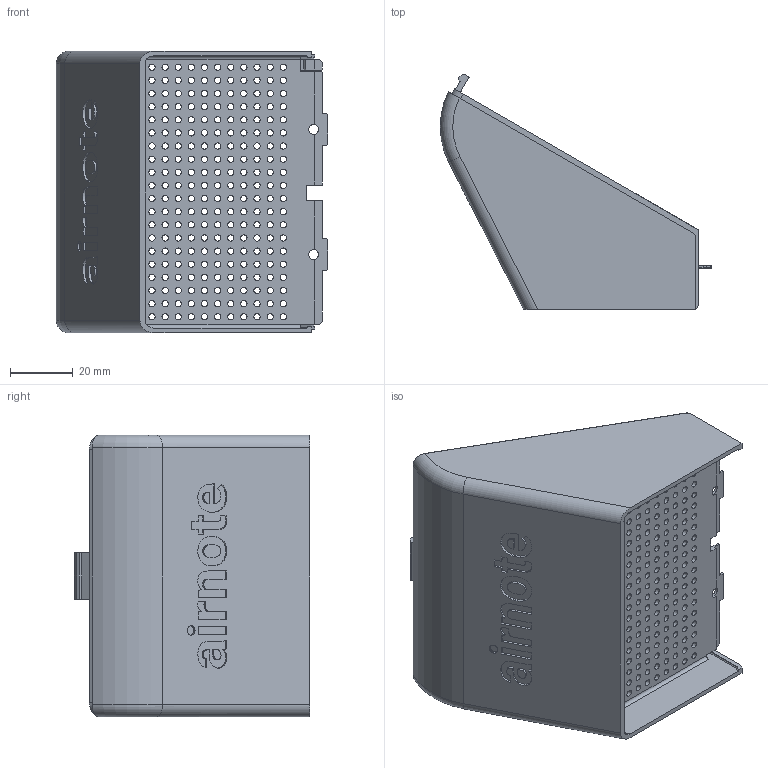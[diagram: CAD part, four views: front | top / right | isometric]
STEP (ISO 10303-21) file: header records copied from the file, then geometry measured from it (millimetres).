
FILE_DESCRIPTION(/* description */ (''),/* implementation_level */ '2;1');
FILE_NAME(/* name */ 'Bottom casing_RPT4_03.stp',/* time_stamp */ '2021-01-07T20:45:02+05:00',/* author */ (''),/* organization */ (''),/* preprocessor_version */ 'ST-DEVELOPER v16.7',/* originating_system */ 'SIEMENS PLM Software NX 12.0',/* authorisation */ '');
FILE_SCHEMA (('AUTOMOTIVE_DESIGN { 1 0 10303 214 3 1 1 1 }'));
Length unit declared in the file: millimetre
Products named in the file (1): User0EA091EBjkxm
Bounding box: 86.78 x 75.34 x 90 mm (x, y, z)
Volume: 27050.2 mm3; surface area: 39800.9 mm2
Topology: 1 solids, 1 shells, 461 faces, 1320 edges, 870 vertices
Faces by surface type: cylinder 284, plane 138, extrusion 25, bspline 8, torus 6
Full cylindrical faces by diameter (mm): 2 x240, 3.2 x2
Entity records: 15835 total; most frequent: CARTESIAN_POINT 3469, DIRECTION 2417, ORIENTED_EDGE 2152, EDGE_LOOP 1196, EDGE_CURVE 1076, AXIS2_PLACEMENT_3D 1007, FACE_BOUND 984, VERTEX_POINT 868
